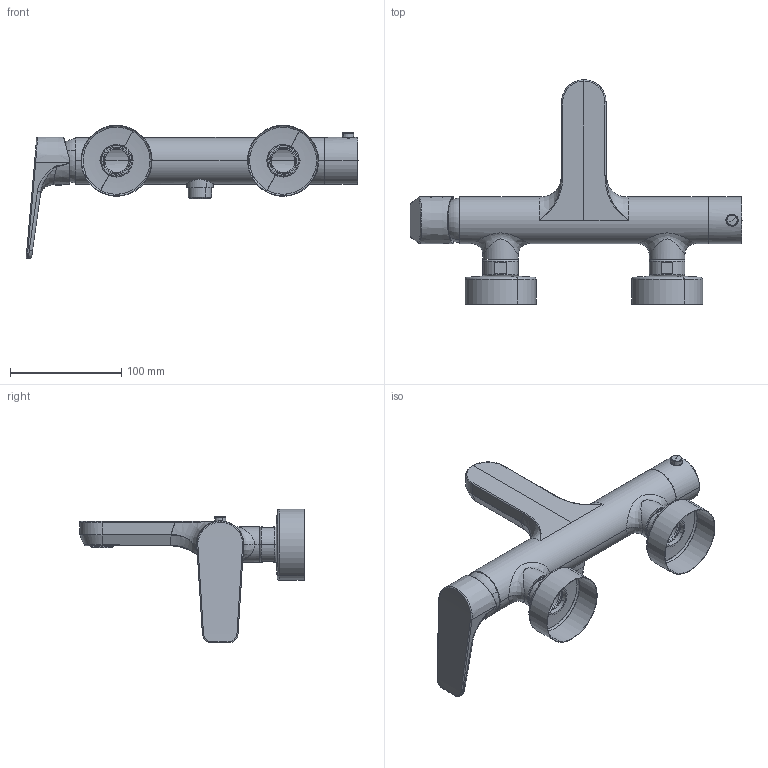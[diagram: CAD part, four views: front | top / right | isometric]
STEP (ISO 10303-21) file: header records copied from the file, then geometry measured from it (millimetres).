
FILE_DESCRIPTION(('CATIA V5 STEP Exchange','CAx-IF Rec.Pracs.--- Model Styling and Organization---1.5--- 2016-08-15','CAx-IF Rec.Pracs.---Supplemental Geometry---1.0---2011-11-01','CAx-IF Rec.Pracs.--- Composite Materials ---3.4---2017-06-13','CAx-IF Rec.Pracs.---Tessellated 3D Geometry---1.0---2015-12-17'),'2;1');
FILE_NAME('RK000130.stp','2023-05-26T09:47:30+00:00',('none'),('none'),'CATIA Version 5-6 Release 2020 SP2','CATIA V5 STEP AP242 v2','none');
FILE_SCHEMA(('AP242_MANAGED_MODEL_BASED_3D_ENGINEERING_MIM_LF {1 0 10303 442 1 1 4}'));
Length unit declared in the file: millimetre
Products named in the file (1): RK000130
Bounding box: 299.05 x 202.06 x 120.27 mm (x, y, z)
Volume: 30092.7 mm3; surface area: 111999 mm2
Topology: 12 solids, 123 shells, 1144 faces, 3116 edges, 2217 vertices
Faces by surface type: plane 774, cylinder 155, torus 102, bspline 56, cone 47, sphere 6, extrusion 2, revolution 2
Entity records: 42351 total; most frequent: CARTESIAN_POINT 15686, ORIENTED_EDGE 5679, DIRECTION 4149, EDGE_CURVE 3102, VERTEX_POINT 2217, VECTOR 2038, LINE 2036, AXIS2_PLACEMENT_3D 1378
